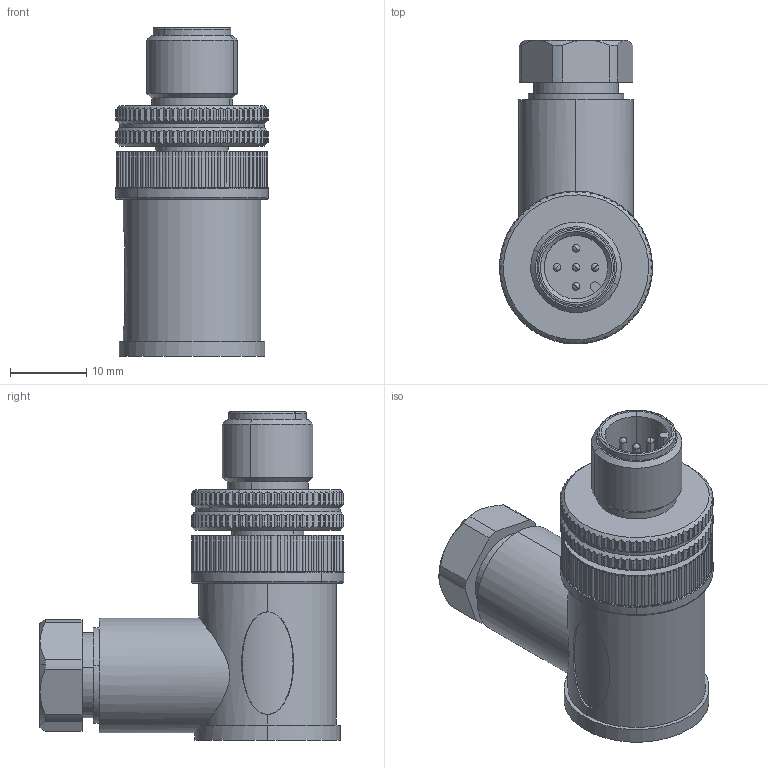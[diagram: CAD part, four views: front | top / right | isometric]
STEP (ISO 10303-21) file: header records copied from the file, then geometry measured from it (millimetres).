
FILE_DESCRIPTION((''),'2;1');
FILE_NAME('234950_ASM','2023-06-02T12:28:22',('banengservice'),('BANNER ENGINEERING'),'CREO PARAMETRIC BY PTC INC, 2022414','CREO PARAMETRIC BY PTC INC, 2022414','');
FILE_SCHEMA(('CONFIG_CONTROL_DESIGN'));
Length unit declared in the file: millimetre
Products named in the file (2): 234950_EP01; 234950_ASM
Assembly tree (1 placements, depth 2):
  234950_ASM
    234950_EP01
Bounding box: 20 x 39.78 x 43 mm (x, y, z)
Volume: 12978.2 mm3; surface area: 5564.3 mm2
Topology: 1 solids, 2 shells, 935 faces, 2622 edges, 1683 vertices
Faces by surface type: cylinder 351, plane 350, bspline 125, torus 74, cone 25, sphere 10
Entity records: 37525 total; most frequent: CARTESIAN_POINT 14656, ORIENTED_EDGE 5200, DIRECTION 4478, EDGE_CURVE 2600, AXIS2_PLACEMENT_3D 1902, VERTEX_POINT 1683, CIRCLE 1089, EDGE_LOOP 951
